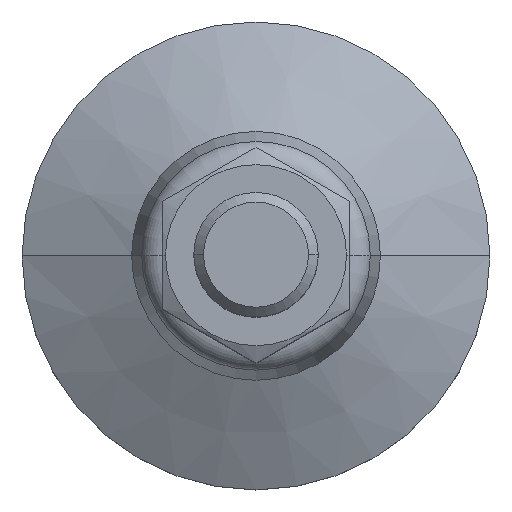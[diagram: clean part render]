
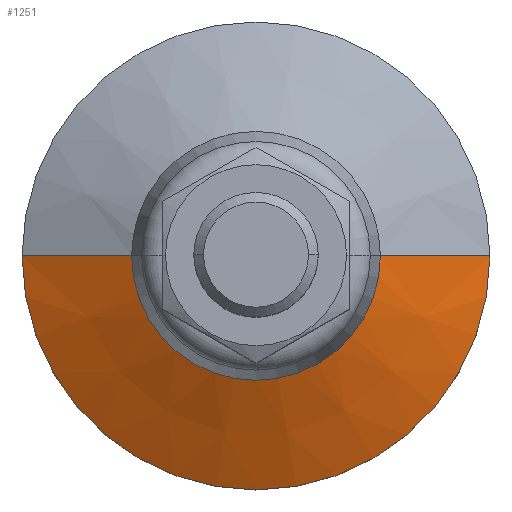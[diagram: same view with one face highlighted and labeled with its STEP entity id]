
A CAD part, top view. The second image highlights one B-rep face of the part: STEP entity #1251.
In plain terms, the highlighted conical face has half-angle 63.644 degrees and reference radius 18.288 mm.
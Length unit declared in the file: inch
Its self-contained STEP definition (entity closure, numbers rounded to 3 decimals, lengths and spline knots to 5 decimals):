
#1193=CARTESIAN_POINT('',(0.5,0.,0.468));
#1194=VERTEX_POINT('',#1193);
#1202=CARTESIAN_POINT('',(-0.5,0.,0.468));
#1203=VERTEX_POINT('',#1202);
#1210=CARTESIAN_POINT('',(0.0,0.,0.468));
#1211=DIRECTION('',(0.0,0.0,1.0));
#1212=DIRECTION('',(1.0,0.0,0.0));
#1213=AXIS2_PLACEMENT_3D('',#1210,#1211,#1212);
#1214=CIRCLE('',#1213,0.5);
#1215=EDGE_CURVE('',#1203,#1194,#1214,.T.);
#1220=CARTESIAN_POINT('',(0.0,0.,0.359));
#1221=DIRECTION('',(0.0,0.,-1.0));
#1222=DIRECTION('',(1.0,0.0,0.0));
#1223=AXIS2_PLACEMENT_3D('',#1220,#1221,#1222);
#1224=CONICAL_SURFACE('',#1223,0.72,63.644);
#1225=CARTESIAN_POINT('',(0.94,0.,0.25));
#1226=VERTEX_POINT('',#1225);
#1227=CARTESIAN_POINT('',(0.5,0.,0.468));
#1228=DIRECTION('',(0.896,0.,-0.444));
#1229=VECTOR('',#1228,0.49104);
#1230=LINE('',#1227,#1229);
#1231=EDGE_CURVE('',#1194,#1226,#1230,.T.);
#1232=ORIENTED_EDGE('',*,*,#1231,.F.);
#1233=ORIENTED_EDGE('',*,*,#1215,.F.);
#1234=CARTESIAN_POINT('',(-0.94,0.,0.25));
#1235=VERTEX_POINT('',#1234);
#1236=CARTESIAN_POINT('',(-0.5,0.,0.468));
#1237=DIRECTION('',(-0.896,0.,-0.444));
#1238=VECTOR('',#1237,0.49104);
#1239=LINE('',#1236,#1238);
#1240=EDGE_CURVE('',#1203,#1235,#1239,.T.);
#1241=ORIENTED_EDGE('',*,*,#1240,.T.);
#1242=CARTESIAN_POINT('',(0.0,0.,0.25));
#1243=DIRECTION('',(0.0,0.0,1.0));
#1244=DIRECTION('',(1.0,0.0,0.0));
#1245=AXIS2_PLACEMENT_3D('',#1242,#1243,#1244);
#1246=CIRCLE('',#1245,0.94);
#1247=EDGE_CURVE('',#1235,#1226,#1246,.T.);
#1248=ORIENTED_EDGE('',*,*,#1247,.T.);
#1249=EDGE_LOOP('',(#1232,#1233,#1241,#1248));
#1250=FACE_OUTER_BOUND('',#1249,.T.);
#1251=ADVANCED_FACE('',(#1250),#1224,.T.);
